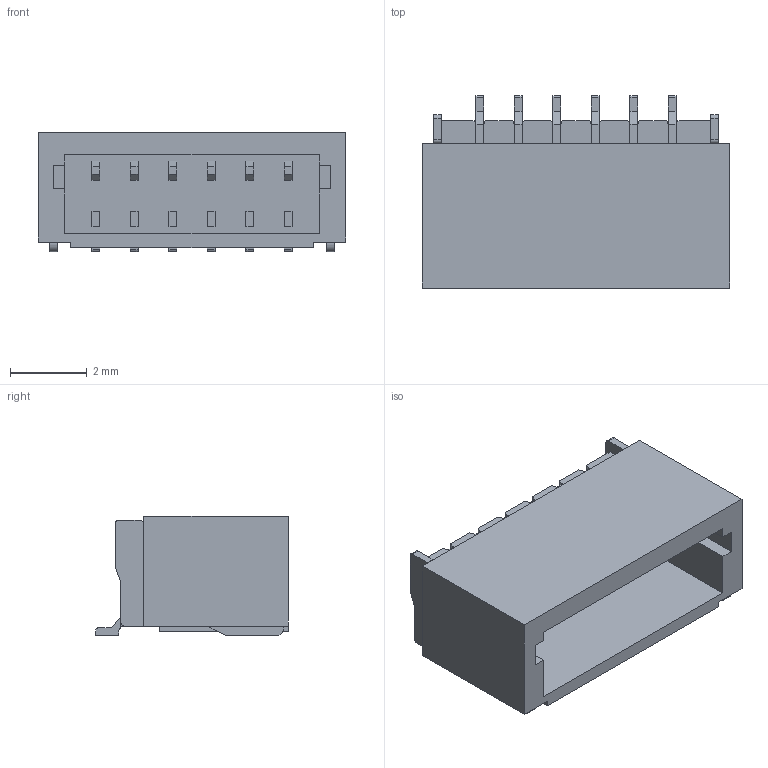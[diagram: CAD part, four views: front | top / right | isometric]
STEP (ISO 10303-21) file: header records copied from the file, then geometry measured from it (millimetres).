
FILE_DESCRIPTION(/* description */ ('Unknown'),/* implementation_level */ '2;1');
FILE_NAME(/* name */ '665106131822',/* time_stamp */ '2018-03-26T14:45:56+02:00',/* author */ ('Unknown'),/* organization */ ('Unknown'),/* preprocessor_version */ 'ST-DEVELOPER v16.7',/* originating_system */ 'DEX',/* authorisation */ $);
FILE_SCHEMA (('AUTOMOTIVE_DESIGN {1 0 10303 214 3 1 1}'));
Length unit declared in the file: millimetre
Products named in the file (4): 6651xx131822; 665106131822; 6651xx131822_PIN; 6651xx131822_PATTE
Assembly tree (9 placements, depth 2):
  6651xx131822
    665106131822
    6651xx131822_PIN  x6
    6651xx131822_PATTE  x2
Bounding box: 8 x 5 x 3.1 mm (x, y, z)
Volume: 59.4 mm3; surface area: 310.4 mm2
Topology: 9 solids, 9 shells, 355 faces, 1044 edges, 696 vertices
Faces by surface type: plane 283, cylinder 72
Entity records: 6964 total; most frequent: CARTESIAN_POINT 1229, ORIENTED_EDGE 1224, DIRECTION 1110, EDGE_CURVE 612, LINE 532, VECTOR 532, VERTEX_POINT 408, AXIS2_PLACEMENT_3D 289
